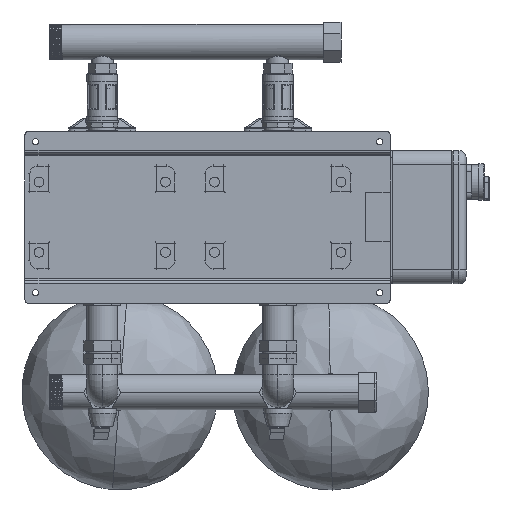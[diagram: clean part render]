
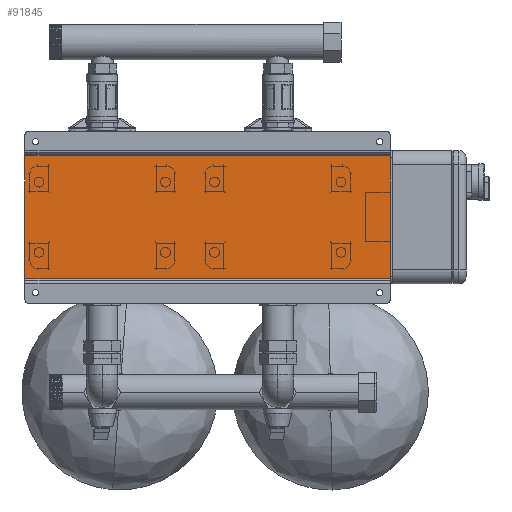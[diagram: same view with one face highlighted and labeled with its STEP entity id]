
A CAD part, front view. The second image highlights one B-rep face of the part: STEP entity #91845.
In plain terms, the highlighted planar face has unit normal (0, -1, 0).
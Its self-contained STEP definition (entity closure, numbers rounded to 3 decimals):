
#4741 = VECTOR ( 'NONE', #31004, 1000. ) ;
#6324 = DIRECTION ( 'NONE',  ( 0., 1., 0. ) ) ;
#6502 = EDGE_CURVE ( 'NONE', #67594, #173395, #102932, .T. ) ;
#16345 = EDGE_LOOP ( 'NONE', ( #132791, #164991, #57050, #132407 ) ) ;
#19867 = CARTESIAN_POINT ( 'NONE',  ( 260., 47., -87.5 ) ) ;
#20636 = LINE ( 'NONE', #76121, #139750 ) ;
#22797 = EDGE_CURVE ( 'NONE', #166403, #143101, #20636, .T. ) ;
#26044 = CARTESIAN_POINT ( 'NONE',  ( -260., 47., -87.5 ) ) ;
#31004 = DIRECTION ( 'NONE',  ( 0., 0., -1. ) ) ;
#32301 = DIRECTION ( 'NONE',  ( -1., 0., 0. ) ) ;
#50901 = DIRECTION ( 'NONE',  ( 0., 0., 1. ) ) ;
#57050 = ORIENTED_EDGE ( 'NONE', *, *, #151601, .F. ) ;
#57802 = CARTESIAN_POINT ( 'NONE',  ( -260., 47., -87.5 ) ) ;
#67594 = VERTEX_POINT ( 'NONE', #74323 ) ;
#74323 = CARTESIAN_POINT ( 'NONE',  ( 260., 47., 87.5 ) ) ;
#76121 = CARTESIAN_POINT ( 'NONE',  ( 260., 47., -87.5 ) ) ;
#82885 = CARTESIAN_POINT ( 'NONE',  ( 260., 47., 87.5 ) ) ;
#91845 = ADVANCED_FACE ( 'NONE', ( #156773 ), #152936, .F. ) ;
#102932 = LINE ( 'NONE', #82885, #114019 ) ;
#105901 = CARTESIAN_POINT ( 'NONE',  ( -260., 47., 87.5 ) ) ;
#114019 = VECTOR ( 'NONE', #171152, 1000. ) ;
#115377 = LINE ( 'NONE', #26044, #120533 ) ;
#117552 = AXIS2_PLACEMENT_3D ( 'NONE', #19867, #6324, #50901 ) ;
#120370 = LINE ( 'NONE', #177597, #4741 ) ;
#120533 = VECTOR ( 'NONE', #144573, 1000. ) ;
#132407 = ORIENTED_EDGE ( 'NONE', *, *, #6502, .T. ) ;
#132476 = CARTESIAN_POINT ( 'NONE',  ( 260., 47., -87.5 ) ) ;
#132791 = ORIENTED_EDGE ( 'NONE', *, *, #188956, .T. ) ;
#139750 = VECTOR ( 'NONE', #32301, 1000. ) ;
#143101 = VERTEX_POINT ( 'NONE', #57802 ) ;
#144573 = DIRECTION ( 'NONE',  ( 0., 0., -1. ) ) ;
#151601 = EDGE_CURVE ( 'NONE', #67594, #166403, #120370, .T. ) ;
#152936 = PLANE ( 'NONE',  #117552 ) ;
#156773 = FACE_OUTER_BOUND ( 'NONE', #16345, .T. ) ;
#164991 = ORIENTED_EDGE ( 'NONE', *, *, #22797, .F. ) ;
#166403 = VERTEX_POINT ( 'NONE', #132476 ) ;
#171152 = DIRECTION ( 'NONE',  ( -1., 0., 0. ) ) ;
#173395 = VERTEX_POINT ( 'NONE', #105901 ) ;
#177597 = CARTESIAN_POINT ( 'NONE',  ( 260., 47., 87.5 ) ) ;
#188956 = EDGE_CURVE ( 'NONE', #173395, #143101, #115377, .T. ) ;
